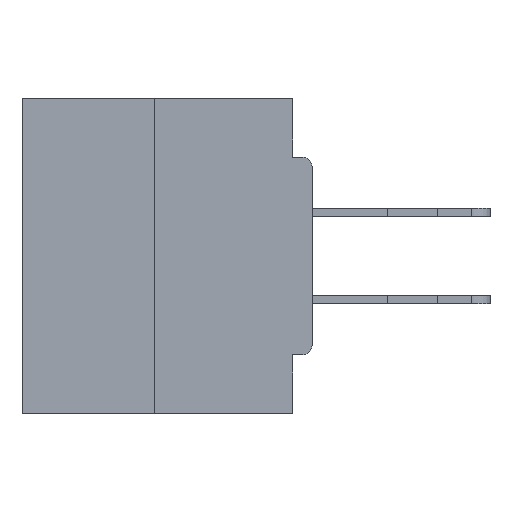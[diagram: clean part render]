
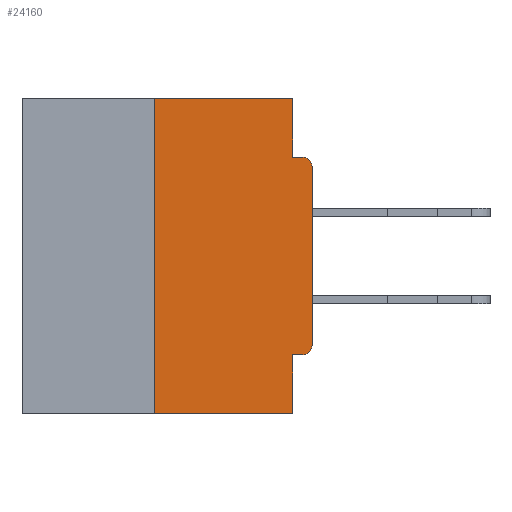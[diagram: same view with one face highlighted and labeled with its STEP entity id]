
A CAD part, left-side view. The second image highlights one B-rep face of the part: STEP entity #24160.
In plain terms, the highlighted planar face has unit normal (-1, 0, 0).
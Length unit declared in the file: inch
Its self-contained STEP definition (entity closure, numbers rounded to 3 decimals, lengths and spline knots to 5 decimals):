
#819 = CARTESIAN_POINT ( 'NONE',  ( 0., 0., -0.1085 ) ) ;
#1446 = CARTESIAN_POINT ( 'NONE',  ( 0., 0.031, 0. ) ) ;
#1578 = VERTEX_POINT ( 'NONE', #27279 ) ;
#1728 = ORIENTED_EDGE ( 'NONE', *, *, #35972, .F. ) ;
#1805 = VECTOR ( 'NONE', #13469, 39.37008 ) ;
#1974 = DIRECTION ( 'NONE',  ( -1., 0., 0. ) ) ;
#2035 = VERTEX_POINT ( 'NONE', #6023 ) ;
#2348 = LINE ( 'NONE', #22694, #10121 ) ;
#2437 = CARTESIAN_POINT ( 'NONE',  ( 0., 0.25, 0. ) ) ;
#2864 = AXIS2_PLACEMENT_3D ( 'NONE', #12880, #1974, #24310 ) ;
#3191 = CARTESIAN_POINT ( 'NONE',  ( 0., 0.25, -0.5 ) ) ;
#3575 = VECTOR ( 'NONE', #21980, 39.37008 ) ;
#3941 = CARTESIAN_POINT ( 'NONE',  ( 0., 0.46, 0. ) ) ;
#4136 = CIRCLE ( 'NONE', #27549, 0.015 ) ;
#4218 = DIRECTION ( 'NONE',  ( 0., 1., 0. ) ) ;
#4838 = LINE ( 'NONE', #10275, #3575 ) ;
#4920 = VERTEX_POINT ( 'NONE', #3191 ) ;
#5160 = EDGE_LOOP ( 'NONE', ( #16768, #9777, #9108, #29109, #22803, #26329, #10404, #28120, #1728, #24171 ) ) ;
#6023 = CARTESIAN_POINT ( 'NONE',  ( 0., 0., -0.3915 ) ) ;
#6063 = VERTEX_POINT ( 'NONE', #12491 ) ;
#6296 = DIRECTION ( 'NONE',  ( 0., 0., -1. ) ) ;
#6608 = LINE ( 'NONE', #2437, #1805 ) ;
#6677 = VERTEX_POINT ( 'NONE', #14344 ) ;
#6977 = DIRECTION ( 'NONE',  ( 0., -1., 0. ) ) ;
#7965 = EDGE_CURVE ( 'NONE', #6063, #23003, #2348, .T. ) ;
#9108 = ORIENTED_EDGE ( 'NONE', *, *, #16886, .T. ) ;
#9777 = ORIENTED_EDGE ( 'NONE', *, *, #31131, .F. ) ;
#10121 = VECTOR ( 'NONE', #31848, 39.37008 ) ;
#10275 = CARTESIAN_POINT ( 'NONE',  ( 0., 0., -0.0935 ) ) ;
#10404 = ORIENTED_EDGE ( 'NONE', *, *, #25692, .T. ) ;
#10680 = LINE ( 'NONE', #12902, #13307 ) ;
#12320 = CARTESIAN_POINT ( 'NONE',  ( 0., 0., 0. ) ) ;
#12346 = VERTEX_POINT ( 'NONE', #819 ) ;
#12491 = CARTESIAN_POINT ( 'NONE',  ( 0., 0.25, 0. ) ) ;
#12536 = EDGE_CURVE ( 'NONE', #6677, #33952, #10680, .T. ) ;
#12880 = CARTESIAN_POINT ( 'NONE',  ( 0., 0.015, -0.1085 ) ) ;
#12902 = CARTESIAN_POINT ( 'NONE',  ( 0., 0.031, -0.5 ) ) ;
#13307 = VECTOR ( 'NONE', #22034, 39.37008 ) ;
#13469 = DIRECTION ( 'NONE',  ( 0., 0., 1. ) ) ;
#13737 = VECTOR ( 'NONE', #6977, 39.37008 ) ;
#13877 = EDGE_CURVE ( 'NONE', #34652, #6677, #18863, .T. ) ;
#14135 = VECTOR ( 'NONE', #29739, 39.37008 ) ;
#14344 = CARTESIAN_POINT ( 'NONE',  ( 0., 0.031, -0.4065 ) ) ;
#14595 = EDGE_CURVE ( 'NONE', #12346, #35098, #25778, .T. ) ;
#15575 = DIRECTION ( 'NONE',  ( 0., 0., -1. ) ) ;
#16768 = ORIENTED_EDGE ( 'NONE', *, *, #7965, .F. ) ;
#16886 = EDGE_CURVE ( 'NONE', #4920, #33952, #36043, .T. ) ;
#16897 = CARTESIAN_POINT ( 'NONE',  ( 0., 0.015, -0.0935 ) ) ;
#18130 = DIRECTION ( 'NONE',  ( 1., 0., 0. ) ) ;
#18762 = DIRECTION ( 'NONE',  ( -1., 0., 0. ) ) ;
#18863 = LINE ( 'NONE', #26337, #35028 ) ;
#20362 = CARTESIAN_POINT ( 'NONE',  ( 0., 0.015, -0.4065 ) ) ;
#20491 = CARTESIAN_POINT ( 'NONE',  ( 0., 0.46, -0.5 ) ) ;
#20761 = DIRECTION ( 'NONE',  ( 0., 0., -1. ) ) ;
#21706 = VECTOR ( 'NONE', #6296, 39.37008 ) ;
#21980 = DIRECTION ( 'NONE',  ( 0., -1., 0. ) ) ;
#22034 = DIRECTION ( 'NONE',  ( 0., 0., -1. ) ) ;
#22694 = CARTESIAN_POINT ( 'NONE',  ( 0., 0.46, 0. ) ) ;
#22803 = ORIENTED_EDGE ( 'NONE', *, *, #13877, .F. ) ;
#22931 = CARTESIAN_POINT ( 'NONE',  ( 0., 0.031, 0. ) ) ;
#23003 = VERTEX_POINT ( 'NONE', #1446 ) ;
#23370 = AXIS2_PLACEMENT_3D ( 'NONE', #3941, #18130, #15575 ) ;
#24050 = CARTESIAN_POINT ( 'NONE',  ( 0., 0.031, -0.5 ) ) ;
#24160 = ADVANCED_FACE ( 'NONE', ( #26856 ), #34980, .F. ) ;
#24171 = ORIENTED_EDGE ( 'NONE', *, *, #31984, .F. ) ;
#24310 = DIRECTION ( 'NONE',  ( 0., 0., -1. ) ) ;
#25692 = EDGE_CURVE ( 'NONE', #2035, #12346, #32432, .T. ) ;
#25713 = EDGE_CURVE ( 'NONE', #34652, #2035, #4136, .T. ) ;
#25778 = CIRCLE ( 'NONE', #2864, 0.015 ) ;
#26329 = ORIENTED_EDGE ( 'NONE', *, *, #25713, .T. ) ;
#26337 = CARTESIAN_POINT ( 'NONE',  ( 0., 0., -0.4065 ) ) ;
#26856 = FACE_OUTER_BOUND ( 'NONE', #5160, .T. ) ;
#27279 = CARTESIAN_POINT ( 'NONE',  ( 0., 0.031, -0.0935 ) ) ;
#27549 = AXIS2_PLACEMENT_3D ( 'NONE', #34779, #18762, #20761 ) ;
#28120 = ORIENTED_EDGE ( 'NONE', *, *, #14595, .T. ) ;
#29109 = ORIENTED_EDGE ( 'NONE', *, *, #12536, .F. ) ;
#29739 = DIRECTION ( 'NONE',  ( 0., 0., 1. ) ) ;
#30933 = LINE ( 'NONE', #22931, #21706 ) ;
#31131 = EDGE_CURVE ( 'NONE', #4920, #6063, #6608, .T. ) ;
#31848 = DIRECTION ( 'NONE',  ( 0., -1., 0. ) ) ;
#31984 = EDGE_CURVE ( 'NONE', #23003, #1578, #30933, .T. ) ;
#32432 = LINE ( 'NONE', #12320, #14135 ) ;
#33952 = VERTEX_POINT ( 'NONE', #24050 ) ;
#34652 = VERTEX_POINT ( 'NONE', #20362 ) ;
#34779 = CARTESIAN_POINT ( 'NONE',  ( 0., 0.015, -0.3915 ) ) ;
#34980 = PLANE ( 'NONE',  #23370 ) ;
#35028 = VECTOR ( 'NONE', #4218, 39.37008 ) ;
#35098 = VERTEX_POINT ( 'NONE', #16897 ) ;
#35972 = EDGE_CURVE ( 'NONE', #1578, #35098, #4838, .T. ) ;
#36043 = LINE ( 'NONE', #20491, #13737 ) ;
